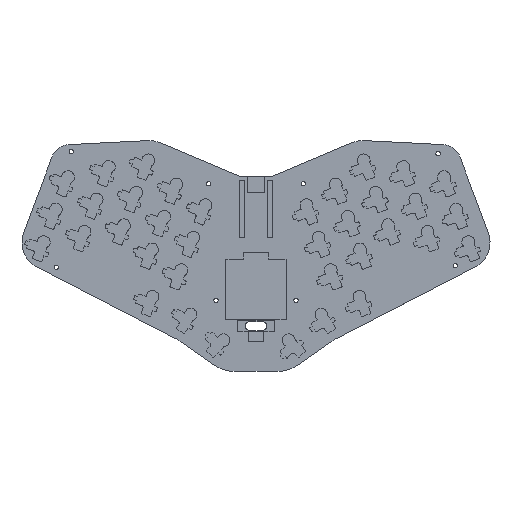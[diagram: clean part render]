
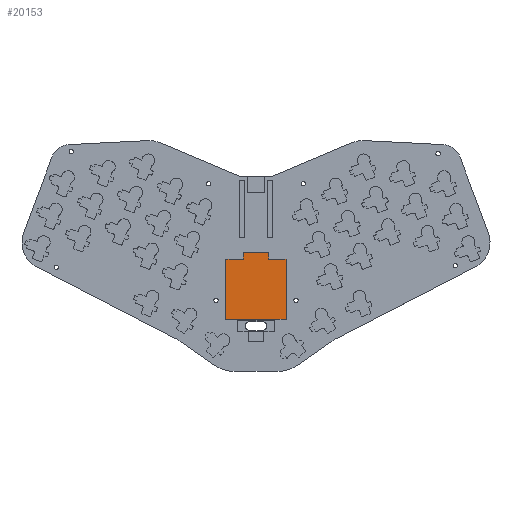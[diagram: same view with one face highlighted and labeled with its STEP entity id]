
A CAD part, top view. The second image highlights one B-rep face of the part: STEP entity #20153.
In plain terms, the highlighted planar face has unit normal (0, 0, 1).
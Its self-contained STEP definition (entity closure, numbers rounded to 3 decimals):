
#1511=FACE_OUTER_BOUND('',#2669,.T.);
#2669=EDGE_LOOP('',(#14476,#14477,#14478,#14479,#14480,#14481,#14482,#14483));
#4379=LINE('',#33039,#6561);
#4382=LINE('',#33045,#6564);
#4384=LINE('',#33048,#6566);
#4386=LINE('',#33052,#6568);
#4387=LINE('',#33055,#6569);
#4389=LINE('',#33059,#6571);
#4390=LINE('',#33061,#6572);
#4391=LINE('',#33062,#6573);
#6561=VECTOR('',#24557,10.);
#6564=VECTOR('',#24562,10.);
#6566=VECTOR('',#24566,10.);
#6568=VECTOR('',#24570,10.);
#6569=VECTOR('',#24573,10.);
#6571=VECTOR('',#24577,10.);
#6572=VECTOR('',#24578,10.);
#6573=VECTOR('',#24579,10.);
#9201=VERTEX_POINT('',#33036);
#9202=VERTEX_POINT('',#33038);
#9203=VERTEX_POINT('',#33042);
#9204=VERTEX_POINT('',#33044);
#9205=VERTEX_POINT('',#33050);
#9206=VERTEX_POINT('',#33054);
#9207=VERTEX_POINT('',#33058);
#9208=VERTEX_POINT('',#33060);
#11295=EDGE_CURVE('',#9201,#9202,#4379,.T.);
#11298=EDGE_CURVE('',#9203,#9204,#4382,.T.);
#11300=EDGE_CURVE('',#9204,#9201,#4384,.T.);
#11302=EDGE_CURVE('',#9205,#9203,#4386,.T.);
#11303=EDGE_CURVE('',#9202,#9206,#4387,.T.);
#11305=EDGE_CURVE('',#9207,#9205,#4389,.T.);
#11306=EDGE_CURVE('',#9208,#9207,#4390,.T.);
#11307=EDGE_CURVE('',#9206,#9208,#4391,.T.);
#14476=ORIENTED_EDGE('',*,*,#11302,.F.);
#14477=ORIENTED_EDGE('',*,*,#11305,.F.);
#14478=ORIENTED_EDGE('',*,*,#11306,.F.);
#14479=ORIENTED_EDGE('',*,*,#11307,.F.);
#14480=ORIENTED_EDGE('',*,*,#11303,.F.);
#14481=ORIENTED_EDGE('',*,*,#11295,.F.);
#14482=ORIENTED_EDGE('',*,*,#11300,.F.);
#14483=ORIENTED_EDGE('',*,*,#11298,.F.);
#19525=PLANE('',#21669);
#20153=ADVANCED_FACE('',(#1511),#19525,.F.);
#21669=AXIS2_PLACEMENT_3D('',#33057,#24575,#24576);
#24557=DIRECTION('',(0.,-1.,0.));
#24562=DIRECTION('',(0.,1.,0.));
#24566=DIRECTION('',(1.,0.,0.));
#24570=DIRECTION('',(1.,0.,0.));
#24573=DIRECTION('',(1.,0.,0.));
#24575=DIRECTION('center_axis',(0.,0.,-1.));
#24576=DIRECTION('ref_axis',(-1.,0.,0.));
#24577=DIRECTION('',(0.,1.,0.));
#24578=DIRECTION('',(-1.,0.,0.));
#24579=DIRECTION('',(0.,-1.,0.));
#33036=CARTESIAN_POINT('',(7.,2.,-1.24));
#33038=CARTESIAN_POINT('',(7.,-1.82,-1.24));
#33039=CARTESIAN_POINT('',(7.,1.,-1.24));
#33042=CARTESIAN_POINT('',(-7.,-1.82,-1.24));
#33044=CARTESIAN_POINT('',(-7.,2.,-1.24));
#33045=CARTESIAN_POINT('',(-7.,-1.,-1.24));
#33048=CARTESIAN_POINT('',(-3.5,2.,-1.24));
#33050=CARTESIAN_POINT('',(-16.51,-1.82,-1.24));
#33052=CARTESIAN_POINT('',(-16.51,-1.82,-1.24));
#33054=CARTESIAN_POINT('',(16.49,-1.82,-1.24));
#33055=CARTESIAN_POINT('',(-16.51,-1.82,-1.24));
#33057=CARTESIAN_POINT('Origin',(-0.01,-18.32,-1.24));
#33058=CARTESIAN_POINT('',(-16.51,-34.82,-1.24));
#33059=CARTESIAN_POINT('',(-16.51,-34.82,-1.24));
#33060=CARTESIAN_POINT('',(16.49,-34.82,-1.24));
#33061=CARTESIAN_POINT('',(16.49,-34.82,-1.24));
#33062=CARTESIAN_POINT('',(16.49,-1.82,-1.24));
